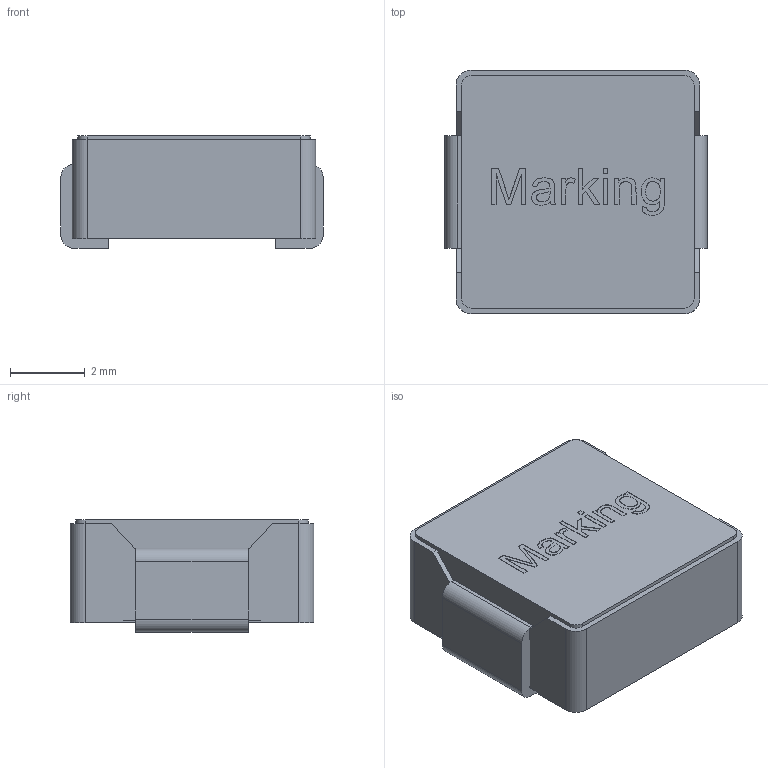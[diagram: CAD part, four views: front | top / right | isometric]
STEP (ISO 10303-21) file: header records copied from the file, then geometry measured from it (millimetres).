
FILE_DESCRIPTION( ( 'Unknown' ), '1' );
FILE_NAME( 'IndHCA_7030_molded.stp', 'Unknown', ( 'Unknown' ), ( 'Unknown' ), 'PSStep 19.0.9', 'Unknown', ' ' );
FILE_SCHEMA( ( 'AUTOMOTIVE_DESIGN { 1 0 10303 214 1 1 1 1 }' ) );
Length unit declared in the file: millimetre
Products named in the file (3): Assem1; base; pin
Assembly tree (2 placements, depth 2):
  Assem1
    base
    pin
Bounding box: 7 x 6.5 x 3 mm (x, y, z)
Volume: 118.9 mm3; surface area: 277.4 mm2
Topology: 2 solids, 2 shells, 138 faces, 378 edges, 252 vertices
Faces by surface type: plane 102, cylinder 20, extrusion 16
Entity records: 6132 total; most frequent: CARTESIAN_POINT 1671, ORIENTED_EDGE 754, DIRECTION 559, EDGE_CURVE 377, VERTEX_POINT 252, VECTOR 229, LINE 213, AXIS2_PLACEMENT_3D 165
